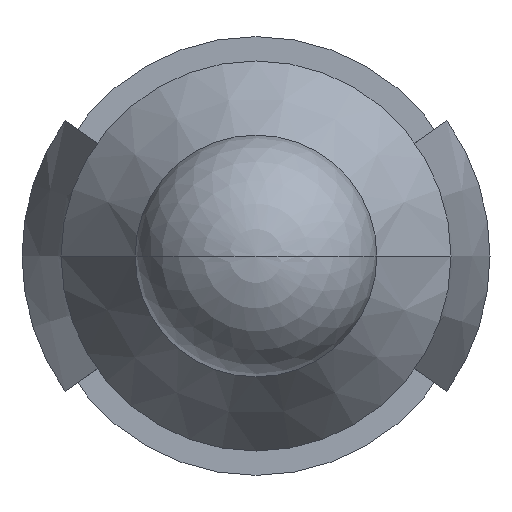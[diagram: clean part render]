
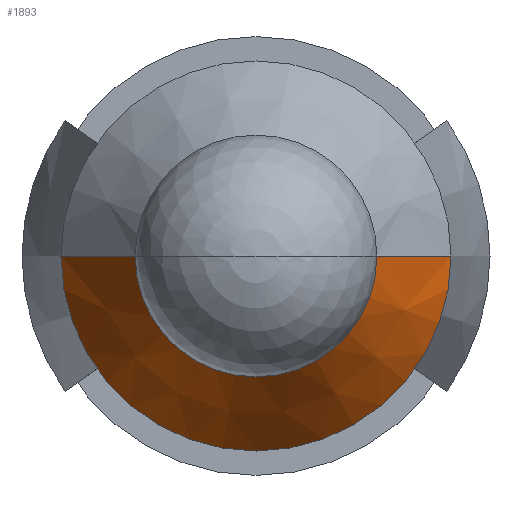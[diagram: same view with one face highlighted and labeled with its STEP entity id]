
A CAD part, front view. The second image highlights one B-rep face of the part: STEP entity #1893.
In plain terms, the highlighted conical face has half-angle 33 degrees and reference radius 1.62 mm.
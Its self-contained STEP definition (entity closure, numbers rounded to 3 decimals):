
#492=CARTESIAN_POINT('',(0.,14.77,0.));
#493=DIRECTION('',(0.,1.,0.));
#494=DIRECTION('',(1.,0.,0.));
#495=AXIS2_PLACEMENT_3D('',#492,#493,#494);
#497=DIRECTION('',(0.545,-0.839,0.));
#498=VECTOR('',#497,1.395);
#499=CARTESIAN_POINT('',(-2.,14.77,0.));
#500=LINE('',#499,#498);
#501=CARTESIAN_POINT('',(0.,13.6,0.));
#502=DIRECTION('',(0.,-1.,0.));
#503=DIRECTION('',(-1.,0.,0.));
#504=AXIS2_PLACEMENT_3D('',#501,#502,#503);
#506=DIRECTION('',(-0.545,-0.839,0.));
#507=VECTOR('',#506,1.395);
#508=CARTESIAN_POINT('',(2.,14.77,0.));
#509=LINE('',#508,#507);
#1104=CARTESIAN_POINT('',(2.,14.77,0.));
#1105=VERTEX_POINT('',#1104);
#1106=CARTESIAN_POINT('',(-2.,14.77,0.));
#1107=VERTEX_POINT('',#1106);
#1108=CARTESIAN_POINT('',(1.24,13.6,0.));
#1109=VERTEX_POINT('',#1108);
#1110=CARTESIAN_POINT('',(-1.24,13.6,0.));
#1111=VERTEX_POINT('',#1110);
#1879=CARTESIAN_POINT('',(0.,14.185,0.));
#1880=DIRECTION('',(0.,1.,0.));
#1881=DIRECTION('',(1.,0.,0.));
#1882=AXIS2_PLACEMENT_3D('',#1879,#1880,#1881);
#1883=CONICAL_SURFACE('',#1882,1.62,33.);
#1885=ORIENTED_EDGE('',*,*,#1884,.F.);
#1886=ORIENTED_EDGE('',*,*,#1874,.T.);
#1888=ORIENTED_EDGE('',*,*,#1887,.T.);
#1890=ORIENTED_EDGE('',*,*,#1889,.T.);
#1891=EDGE_LOOP('',(#1885,#1886,#1888,#1890));
#1892=FACE_OUTER_BOUND('',#1891,.F.);
#1893=ADVANCED_FACE('',(#1892),#1883,.T.);
#496=CIRCLE('',#495,2.);
#505=CIRCLE('',#504,1.24);
#1874=EDGE_CURVE('',#1105,#1107,#496,.T.);
#1884=EDGE_CURVE('',#1105,#1109,#509,.T.);
#1887=EDGE_CURVE('',#1107,#1111,#500,.T.);
#1889=EDGE_CURVE('',#1111,#1109,#505,.T.);
